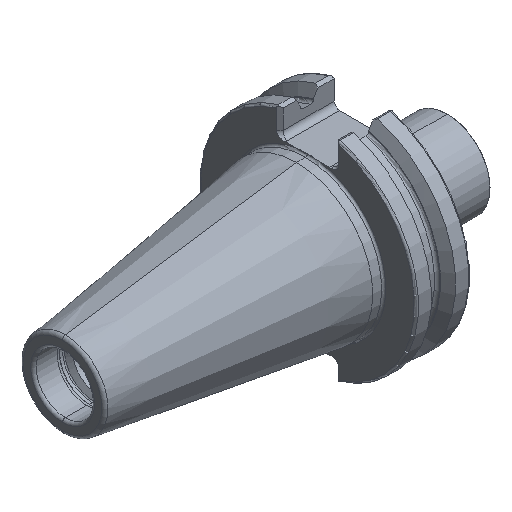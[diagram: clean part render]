
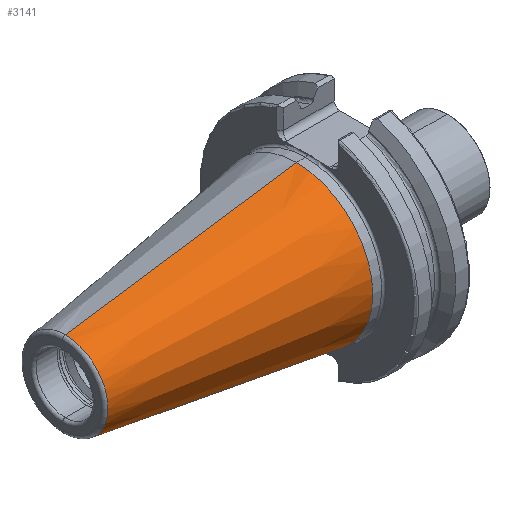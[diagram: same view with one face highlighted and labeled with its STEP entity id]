
A CAD part, isometric view. The second image highlights one B-rep face of the part: STEP entity #3141.
In plain terms, the highlighted conical face has half-angle 8.297 degrees and reference radius 22.225 mm.
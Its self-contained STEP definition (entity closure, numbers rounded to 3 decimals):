
#857 = CIRCLE ( 'NONE', #1042, 22.225 ) ;
#883 = EDGE_CURVE ( 'NONE', #4389, #5093, #2188, .T. ) ;
#916 = EDGE_CURVE ( 'NONE', #5186, #2667, #857, .T. ) ;
#1042 = AXIS2_PLACEMENT_3D ( 'NONE', #4341, #5813, #5570 ) ;
#1153 = FACE_OUTER_BOUND ( 'NONE', #4014, .T. ) ;
#1271 = ORIENTED_EDGE ( 'NONE', *, *, #883, .F. ) ;
#1502 = CARTESIAN_POINT ( 'NONE',  ( 0., 0., 22.225 ) ) ;
#1835 = VECTOR ( 'NONE', #4206, 1000. ) ;
#2188 = CIRCLE ( 'NONE', #4477, 12.397 ) ;
#2451 = DIRECTION ( 'NONE',  ( 0.99, 0., -0.144 ) ) ;
#2490 = CARTESIAN_POINT ( 'NONE',  ( 0., 0., -22.225 ) ) ;
#2580 = CARTESIAN_POINT ( 'NONE',  ( -67.394, 0., 0. ) ) ;
#2612 = DIRECTION ( 'NONE',  ( -1., 0., 0. ) ) ;
#2665 = DIRECTION ( 'NONE',  ( 0., 0., 1. ) ) ;
#2667 = VERTEX_POINT ( 'NONE', #3778 ) ;
#2696 = EDGE_CURVE ( 'NONE', #4389, #5186, #4226, .T. ) ;
#2751 = ORIENTED_EDGE ( 'NONE', *, *, #2696, .T. ) ;
#2946 = CARTESIAN_POINT ( 'NONE',  ( -67.394, 0., 12.397 ) ) ;
#3010 = EDGE_CURVE ( 'NONE', #5093, #2667, #3213, .T. ) ;
#3141 = ADVANCED_FACE ( 'NONE', ( #1153 ), #5659, .T. ) ;
#3180 = CARTESIAN_POINT ( 'NONE',  ( -67.394, 0., -12.397 ) ) ;
#3213 = LINE ( 'NONE', #1502, #1835 ) ;
#3778 = CARTESIAN_POINT ( 'NONE',  ( 0., 0., 22.225 ) ) ;
#3807 = ORIENTED_EDGE ( 'NONE', *, *, #916, .T. ) ;
#4014 = EDGE_LOOP ( 'NONE', ( #4145, #1271, #2751, #3807 ) ) ;
#4077 = DIRECTION ( 'NONE',  ( 0., 0., -1. ) ) ;
#4117 = CARTESIAN_POINT ( 'NONE',  ( 0., 0., 0. ) ) ;
#4145 = ORIENTED_EDGE ( 'NONE', *, *, #3010, .F. ) ;
#4162 = DIRECTION ( 'NONE',  ( 1., 0., 0. ) ) ;
#4206 = DIRECTION ( 'NONE',  ( 0.99, 0., 0.144 ) ) ;
#4226 = LINE ( 'NONE', #2490, #5416 ) ;
#4341 = CARTESIAN_POINT ( 'NONE',  ( 0., 0., 0. ) ) ;
#4389 = VERTEX_POINT ( 'NONE', #3180 ) ;
#4477 = AXIS2_PLACEMENT_3D ( 'NONE', #2580, #2612, #2665 ) ;
#4891 = CARTESIAN_POINT ( 'NONE',  ( 0., 0., -22.225 ) ) ;
#5093 = VERTEX_POINT ( 'NONE', #2946 ) ;
#5186 = VERTEX_POINT ( 'NONE', #4891 ) ;
#5358 = AXIS2_PLACEMENT_3D ( 'NONE', #4117, #4162, #4077 ) ;
#5416 = VECTOR ( 'NONE', #2451, 1000. ) ;
#5570 = DIRECTION ( 'NONE',  ( 0., 0., 1. ) ) ;
#5659 = CONICAL_SURFACE ( 'NONE', #5358, 22.225, 0.145 ) ;
#5813 = DIRECTION ( 'NONE',  ( -1., 0., 0. ) ) ;
